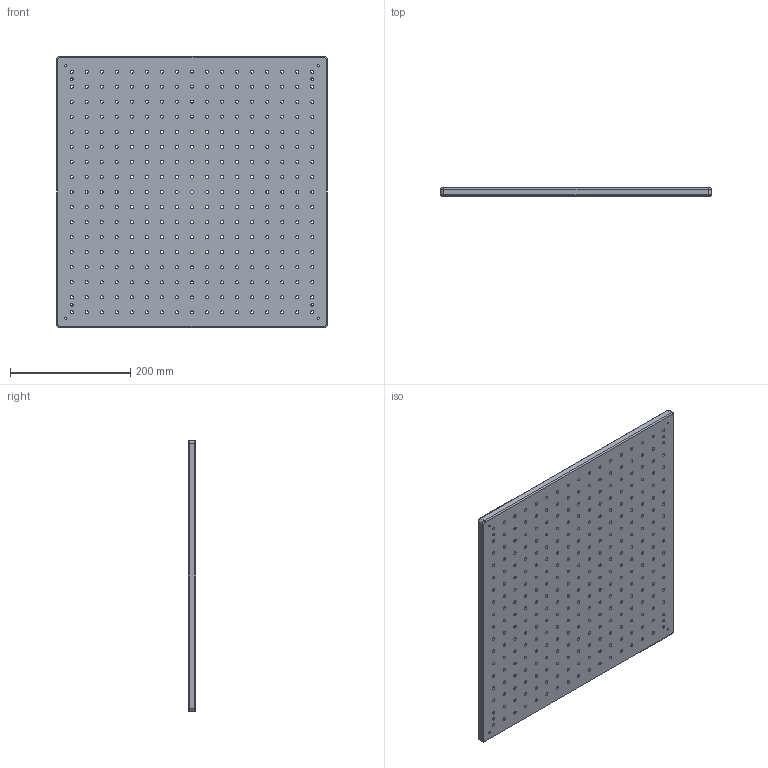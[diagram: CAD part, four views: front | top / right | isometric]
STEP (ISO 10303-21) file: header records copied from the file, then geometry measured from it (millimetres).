
FILE_DESCRIPTION (( 'STEP AP203' ), '1' );
FILE_NAME ('BR4545-1M.STEP', '2016-05-19T09:49:41', ( '' ), ( '' ), 'SwSTEP 2.0', 'SolidWorks 2016', '' );
FILE_SCHEMA (( 'CONFIG_CONTROL_DESIGN' ));
Length unit declared in the file: millimetre
Products named in the file (1): BR4545-1M
Bounding box: 450 x 13 x 450 mm (x, y, z)
Volume: 2553505.2 mm3; surface area: 474104.3 mm2
Topology: 1 solids, 1 shells, 632 faces, 1862 edges, 1236 vertices
Faces by surface type: cylinder 614, plane 10, torus 8
Entity records: 23079 total; most frequent: DIRECTION 4364, CARTESIAN_POINT 3731, ORIENTED_EDGE 3724, AXIS2_PLACEMENT_3D 1869, EDGE_CURVE 1862, CIRCLE 1236, VERTEX_POINT 1236, EDGE_LOOP 1230
